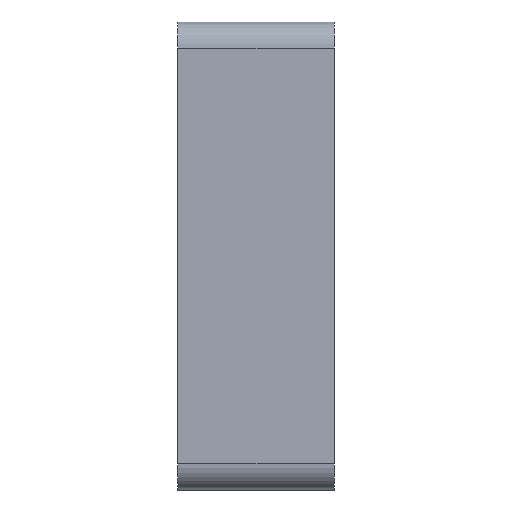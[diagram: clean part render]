
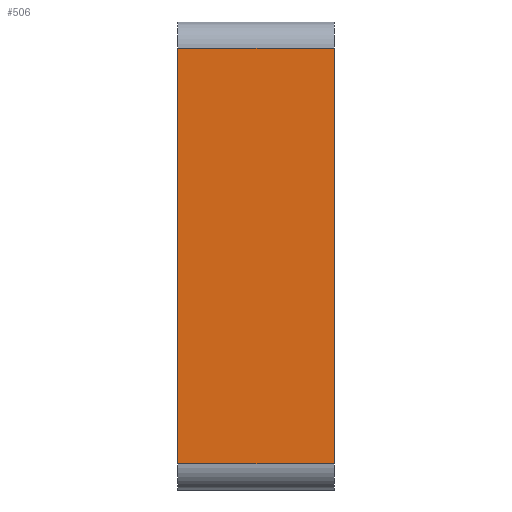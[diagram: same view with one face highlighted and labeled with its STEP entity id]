
A CAD part, left-side view. The second image highlights one B-rep face of the part: STEP entity #506.
In plain terms, the highlighted planar face has unit normal (-1, 0, 0).
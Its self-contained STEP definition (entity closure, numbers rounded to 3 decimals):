
#345=CARTESIAN_POINT('',(-135.5,-3.0,79.75));
#346=VERTEX_POINT('',#345);
#354=CARTESIAN_POINT('',(-135.5,-3.0,-79.75));
#355=VERTEX_POINT('',#354);
#356=CARTESIAN_POINT('',(-135.5,-3.0,79.75));
#357=DIRECTION('',(0.0,0.0,-1.0));
#358=VECTOR('',#357,159.5);
#359=LINE('',#356,#358);
#360=EDGE_CURVE('',#346,#355,#359,.T.);
#456=CARTESIAN_POINT('',(-135.5,57.0,-79.75));
#457=VERTEX_POINT('',#456);
#474=CARTESIAN_POINT('',(-135.5,-3.0,-79.75));
#475=DIRECTION('',(0.0,1.0,0.0));
#476=VECTOR('',#475,60.0);
#477=LINE('',#474,#476);
#478=EDGE_CURVE('',#355,#457,#477,.T.);
#483=CARTESIAN_POINT('',(-135.5,0.0,-89.75));
#484=DIRECTION('',(-1.0,0.0,0.0));
#485=DIRECTION('',(0.0,0.0,1.0));
#486=AXIS2_PLACEMENT_3D('',#483,#484,#485);
#487=PLANE('',#486);
#488=ORIENTED_EDGE('',*,*,#478,.F.);
#489=ORIENTED_EDGE('',*,*,#360,.F.);
#490=CARTESIAN_POINT('',(-135.5,57.0,79.75));
#491=VERTEX_POINT('',#490);
#492=CARTESIAN_POINT('',(-135.5,57.0,79.75));
#493=DIRECTION('',(0.0,-1.0,0.0));
#494=VECTOR('',#493,60.0);
#495=LINE('',#492,#494);
#496=EDGE_CURVE('',#491,#346,#495,.T.);
#497=ORIENTED_EDGE('',*,*,#496,.F.);
#498=CARTESIAN_POINT('',(-135.5,57.0,-79.75));
#499=DIRECTION('',(0.0,0.0,1.0));
#500=VECTOR('',#499,159.5);
#501=LINE('',#498,#500);
#502=EDGE_CURVE('',#457,#491,#501,.T.);
#503=ORIENTED_EDGE('',*,*,#502,.F.);
#504=EDGE_LOOP('',(#488,#489,#497,#503));
#505=FACE_OUTER_BOUND('',#504,.T.);
#506=ADVANCED_FACE('',(#505),#487,.T.);
